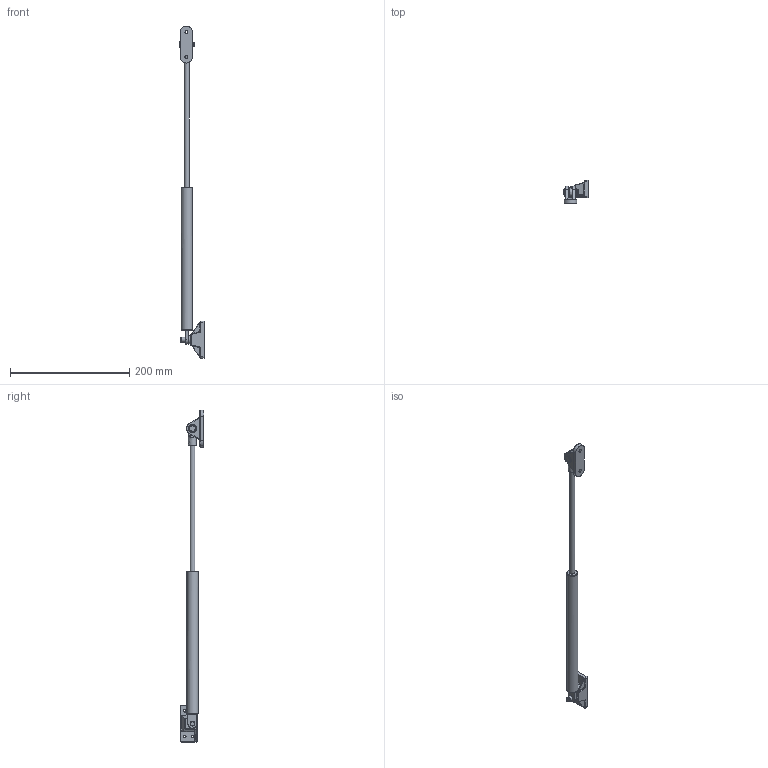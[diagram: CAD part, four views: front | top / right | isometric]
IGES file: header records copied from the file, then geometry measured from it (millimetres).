
Global section: file name: 700014; native system: Autodesk Inventor 2021; preprocessor: unknown; author: Mrówczyńska,,; organization: 11; date: 20221010.092742; units: millimetre
Bounding box: 40.3 x 39.5 x 556.12 mm (x, y, z)
Volume: 100562.2 mm3; surface area: 47244.1 mm2
Topology: 7 solids, 7 shells, 303 faces, 777 edges, 492 vertices
Faces by surface type: bspline 303
